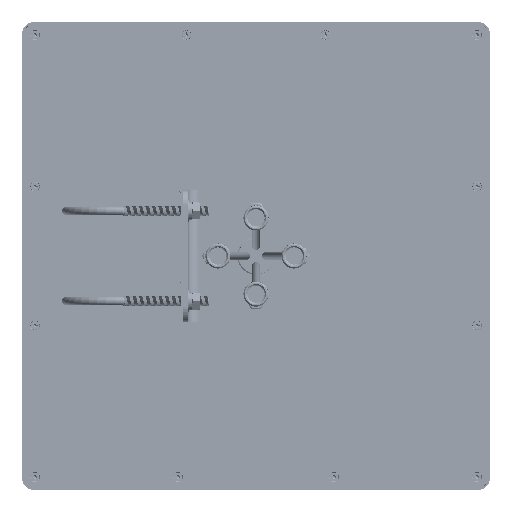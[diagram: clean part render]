
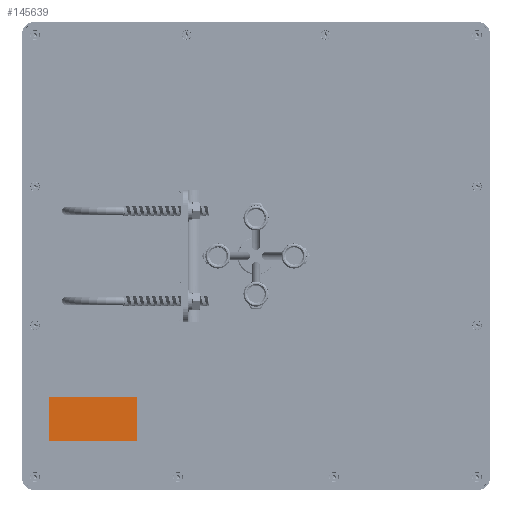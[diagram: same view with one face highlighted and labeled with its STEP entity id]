
A CAD part, front view. The second image highlights one B-rep face of the part: STEP entity #145639.
In plain terms, the highlighted face is planar.
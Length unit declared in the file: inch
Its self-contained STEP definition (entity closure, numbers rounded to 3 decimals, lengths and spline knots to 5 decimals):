
#1847 = DIRECTION ( 'NONE',  ( 0., 0., 1. ) ) ;
#6889 = VECTOR ( 'NONE', #71000, 39.37008 ) ;
#16477 = VERTEX_POINT ( 'NONE', #31093 ) ;
#20698 = VERTEX_POINT ( 'NONE', #61938 ) ;
#21994 = EDGE_CURVE ( 'NONE', #16477, #152583, #177454, .T. ) ;
#25494 = DIRECTION ( 'NONE',  ( 0., -1., 0. ) ) ;
#31093 = CARTESIAN_POINT ( 'NONE',  ( 4.69642, 4.19665, 0.01 ) ) ;
#31160 = EDGE_CURVE ( 'NONE', #98829, #20698, #145922, .T. ) ;
#50689 = ORIENTED_EDGE ( 'NONE', *, *, #125805, .T. ) ;
#61938 = CARTESIAN_POINT ( 'NONE',  ( 4.69642, 3.19665, 0.01 ) ) ;
#69060 = CARTESIAN_POINT ( 'NONE',  ( 2.69642, 3.19665, 0.01 ) ) ;
#69395 = ORIENTED_EDGE ( 'NONE', *, *, #194788, .T. ) ;
#70956 = LINE ( 'NONE', #191218, #169371 ) ;
#71000 = DIRECTION ( 'NONE',  ( 1., 0., 0. ) ) ;
#71010 = CARTESIAN_POINT ( 'NONE',  ( 2.69642, 4.19665, 0.01 ) ) ;
#75777 = DIRECTION ( 'NONE',  ( 1., 0., 0. ) ) ;
#76754 = FACE_OUTER_BOUND ( 'NONE', #188132, .T. ) ;
#80491 = CARTESIAN_POINT ( 'NONE',  ( 2.69642, 3.19665, 0.01 ) ) ;
#80656 = CARTESIAN_POINT ( 'NONE',  ( 2.69642, 4.19665, 0.01 ) ) ;
#81700 = VECTOR ( 'NONE', #103478, 39.37008 ) ;
#85964 = ORIENTED_EDGE ( 'NONE', *, *, #31160, .T. ) ;
#87385 = VECTOR ( 'NONE', #25494, 39.37008 ) ;
#92483 = CARTESIAN_POINT ( 'NONE',  ( 0., 0., 0.01 ) ) ;
#98829 = VERTEX_POINT ( 'NONE', #80491 ) ;
#103478 = DIRECTION ( 'NONE',  ( -1., 0., 0. ) ) ;
#117059 = CARTESIAN_POINT ( 'NONE',  ( 2.69642, 4.19665, 0.01 ) ) ;
#125805 = EDGE_CURVE ( 'NONE', #152583, #98829, #160513, .T. ) ;
#128848 = AXIS2_PLACEMENT_3D ( 'NONE', #92483, #1847, #75777 ) ;
#136860 = PLANE ( 'NONE',  #128848 ) ;
#145639 = ADVANCED_FACE ( 'NONE', ( #76754 ), #136860, .T. ) ;
#145922 = LINE ( 'NONE', #69060, #6889 ) ;
#152583 = VERTEX_POINT ( 'NONE', #80656 ) ;
#160513 = LINE ( 'NONE', #117059, #87385 ) ;
#169371 = VECTOR ( 'NONE', #176435, 39.37008 ) ;
#176435 = DIRECTION ( 'NONE',  ( 0., 1., 0. ) ) ;
#177454 = LINE ( 'NONE', #71010, #81700 ) ;
#188132 = EDGE_LOOP ( 'NONE', ( #50689, #85964, #69395, #191749 ) ) ;
#191218 = CARTESIAN_POINT ( 'NONE',  ( 4.69642, 4.19665, 0.01 ) ) ;
#191749 = ORIENTED_EDGE ( 'NONE', *, *, #21994, .T. ) ;
#194788 = EDGE_CURVE ( 'NONE', #20698, #16477, #70956, .T. ) ;
